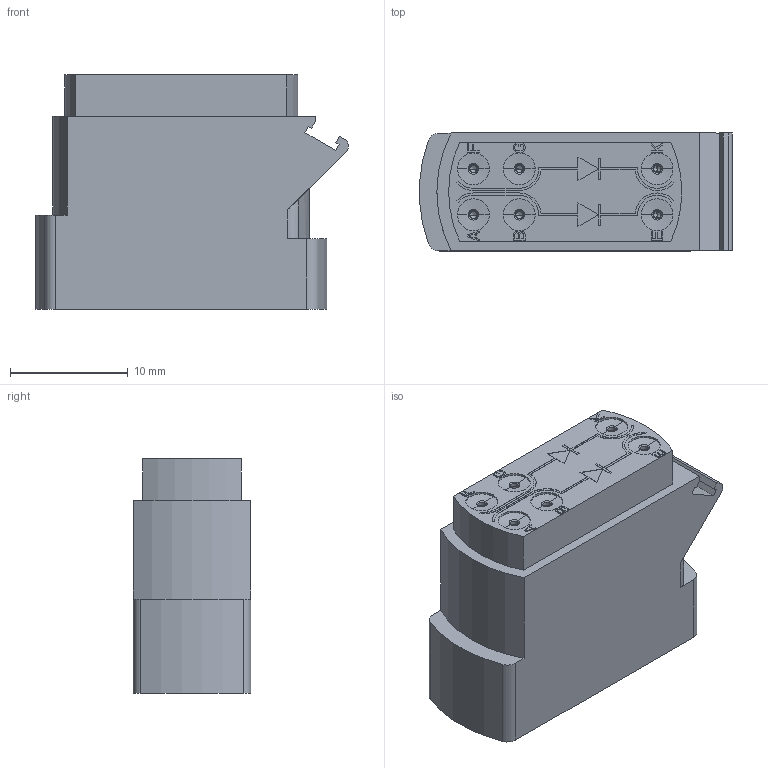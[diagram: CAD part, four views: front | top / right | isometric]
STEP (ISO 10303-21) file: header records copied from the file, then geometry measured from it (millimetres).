
FILE_DESCRIPTION((''),'2;1');
FILE_NAME('00113090302','2020-09-21T',('presta_be4'),(''),'CREO PARAMETRIC BY PTC INC, 2018360','CREO PARAMETRIC BY PTC INC, 2018360','');
FILE_SCHEMA(('CONFIG_CONTROL_DESIGN'));
Length unit declared in the file: millimetre
Products named in the file (1): 00113090302
Bounding box: 26.57 x 10 x 19.92 mm (x, y, z)
Volume: 3204.9 mm3; surface area: 4448.7 mm2
Topology: 1 solids, 1 shells, 1571 faces, 4059 edges, 2528 vertices
Faces by surface type: plane 926, cylinder 253, cone 244, torus 148
Entity records: 49468 total; most frequent: CARTESIAN_POINT 10572, DIRECTION 8367, ORIENTED_EDGE 8094, EDGE_CURVE 4047, AXIS2_PLACEMENT_3D 3100, VERTEX_POINT 2528, VECTOR 2167, LINE 2167
